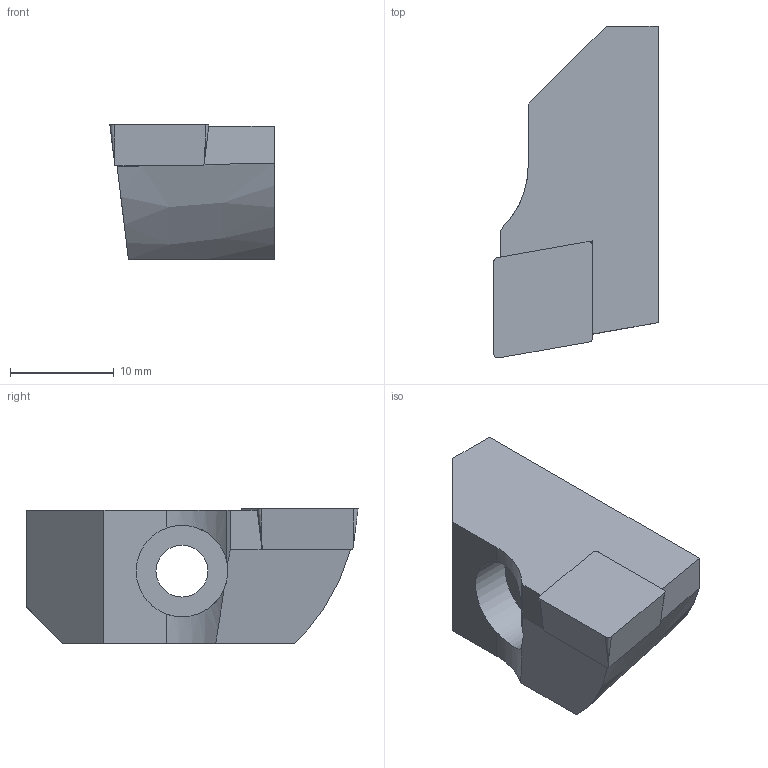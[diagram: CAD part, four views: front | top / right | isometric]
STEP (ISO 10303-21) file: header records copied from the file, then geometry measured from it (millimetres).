
FILE_DESCRIPTION(/* description */ (''),/* implementation_level */ '2;1');
FILE_NAME(/* name */ 'AKCR-36-50-09.stp',/* time_stamp */ '2023-10-10T14:27:59+03:00',/* author */ (''),/* organization */ (''),/* preprocessor_version */ 'ST-DEVELOPER v19.4',/* originating_system */ 'SIEMENS PLM Software NX2306.3001',/* authorisation */ '');
FILE_SCHEMA (('AP203_CONFIGURATION_CONTROLLED_3D_DESIGN_OF_MECHANICAL_PARTS_AND_ASSEMBLIES_MIM_LF { 1 0 10303 403 2 1 2}'));
Length unit declared in the file: millimetre
Products named in the file (1): AKCR-AKSR-dxf-jpg
Bounding box: 15.8 x 31.92 x 12.95 mm (x, y, z)
Volume: 4045.6 mm3; surface area: 2213.9 mm2
Topology: 2 solids, 2 shells, 33 faces, 92 edges, 59 vertices
Faces by surface type: plane 22, cone 7, cylinder 4
Full cylindrical faces by diameter (mm): 5 x1, 8.8 x1
Entity records: 1333 total; most frequent: CARTESIAN_POINT 209, ORIENTED_EDGE 168, DIRECTION 160, EDGE_CURVE 84, VERTEX_POINT 57, LINE 56, VECTOR 56, AXIS2_PLACEMENT_3D 52
